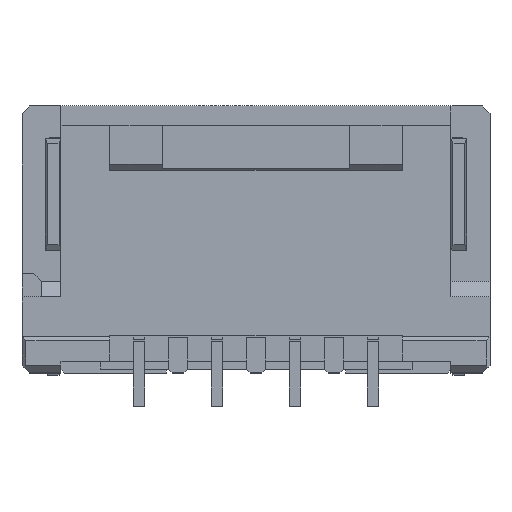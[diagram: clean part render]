
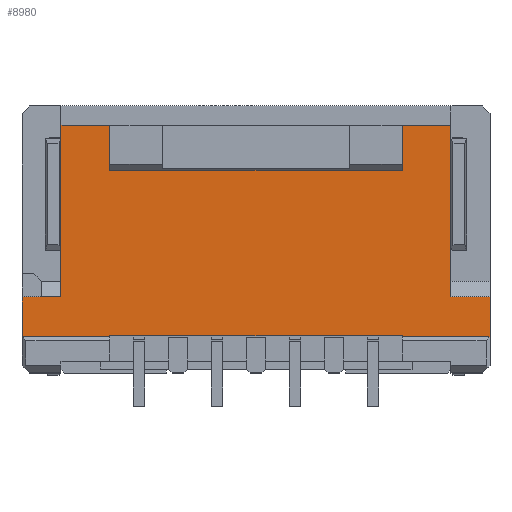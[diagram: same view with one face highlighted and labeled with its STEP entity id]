
A CAD part, top view. The second image highlights one B-rep face of the part: STEP entity #8980.
In plain terms, the highlighted planar face has unit normal (0, 0, 1).
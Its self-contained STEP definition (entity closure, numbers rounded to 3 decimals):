
#45=DIRECTION('',(0.,1.,0.));
#46=VECTOR('',#45,1.02);
#47=CARTESIAN_POINT('',(6.,-2.62,5.875));
#48=LINE('',#47,#46);
#339=DIRECTION('',(0.,1.,0.));
#340=VECTOR('',#339,4.4);
#341=CARTESIAN_POINT('',(5.,-1.6,5.875));
#342=LINE('',#341,#340);
#567=DIRECTION('',(0.,-1.,0.));
#568=VECTOR('',#567,4.4);
#569=CARTESIAN_POINT('',(-5.,2.8,5.875));
#570=LINE('',#569,#568);
#1788=DIRECTION('',(0.,1.,0.));
#1789=VECTOR('',#1788,1.02);
#1790=CARTESIAN_POINT('',(-6.,-2.62,5.875));
#1791=LINE('',#1790,#1789);
#1920=DIRECTION('',(1.,0.,0.));
#1921=VECTOR('',#1920,1.25);
#1922=CARTESIAN_POINT('',(-5.,2.8,5.875));
#1923=LINE('',#1922,#1921);
#1932=DIRECTION('',(-1.,0.,0.));
#1933=VECTOR('',#1932,1.25);
#1934=CARTESIAN_POINT('',(5.,2.8,5.875));
#1935=LINE('',#1934,#1933);
#1952=DIRECTION('',(-1.,0.,0.));
#1953=VECTOR('',#1952,7.5);
#1954=CARTESIAN_POINT('',(3.75,1.65,5.875));
#1955=LINE('',#1954,#1953);
#1992=DIRECTION('',(0.,-1.,0.));
#1993=VECTOR('',#1992,1.15);
#1994=CARTESIAN_POINT('',(3.75,2.8,5.875));
#1995=LINE('',#1994,#1993);
#1996=DIRECTION('',(0.,-1.,0.));
#1997=VECTOR('',#1996,1.15);
#1998=CARTESIAN_POINT('',(-3.75,2.8,5.875));
#1999=LINE('',#1998,#1997);
#2000=DIRECTION('',(-1.,0.,0.));
#2001=VECTOR('',#2000,1.);
#2002=CARTESIAN_POINT('',(6.,-1.6,5.875));
#2003=LINE('',#2002,#2001);
#2004=DIRECTION('',(-1.,0.,0.));
#2005=VECTOR('',#2004,2.25);
#2006=CARTESIAN_POINT('',(6.,-2.62,5.875));
#2007=LINE('',#2006,#2005);
#2008=DIRECTION('',(0.,1.,0.));
#2009=VECTOR('',#2008,0.02);
#2010=CARTESIAN_POINT('',(3.75,-2.62,5.875));
#2011=LINE('',#2010,#2009);
#2012=DIRECTION('',(-1.,0.,0.));
#2013=VECTOR('',#2012,7.5);
#2014=CARTESIAN_POINT('',(3.75,-2.6,5.875));
#2015=LINE('',#2014,#2013);
#2016=DIRECTION('',(0.,1.,0.));
#2017=VECTOR('',#2016,0.02);
#2018=CARTESIAN_POINT('',(-3.75,-2.62,5.875));
#2019=LINE('',#2018,#2017);
#2020=DIRECTION('',(-1.,0.,0.));
#2021=VECTOR('',#2020,2.25);
#2022=CARTESIAN_POINT('',(-3.75,-2.62,5.875));
#2023=LINE('',#2022,#2021);
#2024=DIRECTION('',(1.,0.,0.));
#2025=VECTOR('',#2024,1.);
#2026=CARTESIAN_POINT('',(-6.,-1.6,5.875));
#2027=LINE('',#2026,#2025);
#4937=CARTESIAN_POINT('',(-6.,-1.6,5.875));
#4938=CARTESIAN_POINT('',(-5.,-1.6,5.875));
#4939=VERTEX_POINT('',#4937);
#4940=VERTEX_POINT('',#4938);
#4947=CARTESIAN_POINT('',(-6.,-2.62,5.875));
#4948=VERTEX_POINT('',#4947);
#4969=CARTESIAN_POINT('',(6.,-1.6,5.875));
#4970=VERTEX_POINT('',#4969);
#4971=CARTESIAN_POINT('',(5.,-1.6,5.875));
#4972=VERTEX_POINT('',#4971);
#4979=CARTESIAN_POINT('',(6.,-2.62,5.875));
#4980=VERTEX_POINT('',#4979);
#5668=CARTESIAN_POINT('',(3.75,-2.6,5.875));
#5669=CARTESIAN_POINT('',(-3.75,-2.6,5.875));
#5670=VERTEX_POINT('',#5668);
#5671=VERTEX_POINT('',#5669);
#5672=CARTESIAN_POINT('',(-3.75,-2.62,5.875));
#5673=VERTEX_POINT('',#5672);
#5674=CARTESIAN_POINT('',(3.75,-2.62,5.875));
#5675=VERTEX_POINT('',#5674);
#6062=CARTESIAN_POINT('',(-3.75,1.65,5.875));
#6064=VERTEX_POINT('',#6062);
#6066=CARTESIAN_POINT('',(3.75,1.65,5.875));
#6068=VERTEX_POINT('',#6066);
#6074=CARTESIAN_POINT('',(-3.75,2.8,5.875));
#6075=VERTEX_POINT('',#6074);
#6076=CARTESIAN_POINT('',(-5.,2.8,5.875));
#6077=VERTEX_POINT('',#6076);
#6078=CARTESIAN_POINT('',(5.,2.8,5.875));
#6079=CARTESIAN_POINT('',(3.75,2.8,5.875));
#6080=VERTEX_POINT('',#6078);
#6081=VERTEX_POINT('',#6079);
#8950=CARTESIAN_POINT('',(6.,-2.62,5.875));
#8951=DIRECTION('',(0.,0.,1.));
#8952=DIRECTION('',(0.,1.,0.));
#8953=AXIS2_PLACEMENT_3D('',#8950,#8951,#8952);
#8954=PLANE('',#8953);
#8955=ORIENTED_EDGE('',*,*,#7009,.F.);
#8956=ORIENTED_EDGE('',*,*,#8858,.T.);
#8958=ORIENTED_EDGE('',*,*,#8957,.T.);
#8959=ORIENTED_EDGE('',*,*,#8897,.F.);
#8960=ORIENTED_EDGE('',*,*,#8945,.F.);
#8961=ORIENTED_EDGE('',*,*,#8863,.F.);
#8962=ORIENTED_EDGE('',*,*,#6774,.F.);
#8964=ORIENTED_EDGE('',*,*,#8963,.F.);
#8965=ORIENTED_EDGE('',*,*,#6493,.F.);
#8967=ORIENTED_EDGE('',*,*,#8966,.T.);
#8969=ORIENTED_EDGE('',*,*,#8968,.T.);
#8971=ORIENTED_EDGE('',*,*,#8970,.T.);
#8972=ORIENTED_EDGE('',*,*,#8173,.F.);
#8974=ORIENTED_EDGE('',*,*,#8973,.T.);
#8975=ORIENTED_EDGE('',*,*,#8761,.T.);
#8977=ORIENTED_EDGE('',*,*,#8976,.T.);
#8978=EDGE_LOOP('',(#8955,#8956,#8958,#8959,#8960,#8961,#8962,#8964,#8965,#8967,
#8969,#8971,#8972,#8974,#8975,#8977));
#8979=FACE_OUTER_BOUND('',#8978,.F.);
#8980=ADVANCED_FACE('',(#8979),#8954,.T.);
#6493=EDGE_CURVE('',#4980,#4970,#48,.T.);
#6774=EDGE_CURVE('',#4972,#6080,#342,.T.);
#7009=EDGE_CURVE('',#6077,#4940,#570,.T.);
#8173=EDGE_CURVE('',#5673,#5671,#2019,.T.);
#8761=EDGE_CURVE('',#4948,#4939,#1791,.T.);
#8858=EDGE_CURVE('',#6077,#6075,#1923,.T.);
#8863=EDGE_CURVE('',#6080,#6081,#1935,.T.);
#8897=EDGE_CURVE('',#6068,#6064,#1955,.T.);
#8945=EDGE_CURVE('',#6081,#6068,#1995,.T.);
#8957=EDGE_CURVE('',#6075,#6064,#1999,.T.);
#8963=EDGE_CURVE('',#4970,#4972,#2003,.T.);
#8966=EDGE_CURVE('',#4980,#5675,#2007,.T.);
#8968=EDGE_CURVE('',#5675,#5670,#2011,.T.);
#8970=EDGE_CURVE('',#5670,#5671,#2015,.T.);
#8973=EDGE_CURVE('',#5673,#4948,#2023,.T.);
#8976=EDGE_CURVE('',#4939,#4940,#2027,.T.);
